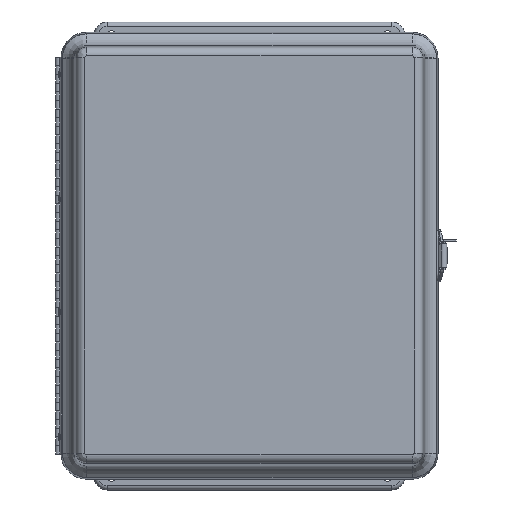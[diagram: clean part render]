
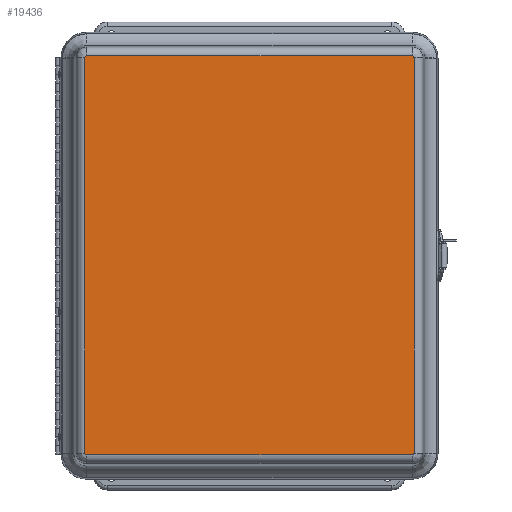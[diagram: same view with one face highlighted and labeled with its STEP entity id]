
A CAD part, top view. The second image highlights one B-rep face of the part: STEP entity #19436.
In plain terms, the highlighted planar face has unit normal (0, 0, 1).
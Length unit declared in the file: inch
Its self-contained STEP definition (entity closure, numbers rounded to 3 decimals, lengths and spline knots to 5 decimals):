
#1851=LINE($,#45192,#3160);
#1853=LINE($,#45209,#3162);
#1854=LINE($,#45215,#3163);
#1859=LINE($,#45249,#3168);
#3160=VECTOR($,#27272,9.4375);
#3162=VECTOR($,#27282,11.4595);
#3163=VECTOR($,#27289,9.4375);
#3168=VECTOR($,#27310,11.4595);
#3696=PLANE($,#21681);
#4708=CIRCLE($,#21660,0.05209);
#4713=CIRCLE($,#21666,0.05209);
#4717=CIRCLE($,#21673,0.05209);
#4720=CIRCLE($,#21676,0.05209);
#6238=FACE_OUTER_BOUND($,#7718,.T.);
#7718=EDGE_LOOP($,(#17471,#17472,#17473,#17474,#17475,#17476,#17477,#17478));
#9659=VERTEX_POINT($,#45183);
#9660=VERTEX_POINT($,#45185);
#9661=VERTEX_POINT($,#45190);
#9662=VERTEX_POINT($,#45202);
#9663=VERTEX_POINT($,#45208);
#9664=VERTEX_POINT($,#45212);
#9665=VERTEX_POINT($,#45214);
#9667=VERTEX_POINT($,#45238);
#12283=EDGE_CURVE($,#9659,#9660,#4708,.T.);
#12287=EDGE_CURVE($,#9660,#9661,#1851,.T.);
#12289=EDGE_CURVE($,#9661,#9662,#4713,.T.);
#12291=EDGE_CURVE($,#9662,#9663,#1853,.T.);
#12294=EDGE_CURVE($,#9664,#9665,#1854,.T.);
#12297=EDGE_CURVE($,#9663,#9664,#4717,.T.);
#12300=EDGE_CURVE($,#9665,#9667,#4720,.T.);
#12304=EDGE_CURVE($,#9667,#9659,#1859,.T.);
#17471=ORIENTED_EDGE($,*,*,#12283,.F.);
#17472=ORIENTED_EDGE($,*,*,#12304,.F.);
#17473=ORIENTED_EDGE($,*,*,#12300,.F.);
#17474=ORIENTED_EDGE($,*,*,#12294,.F.);
#17475=ORIENTED_EDGE($,*,*,#12297,.F.);
#17476=ORIENTED_EDGE($,*,*,#12291,.F.);
#17477=ORIENTED_EDGE($,*,*,#12289,.F.);
#17478=ORIENTED_EDGE($,*,*,#12287,.F.);
#19436=ADVANCED_FACE($,(#6238),#3696,.T.);
#21660=AXIS2_PLACEMENT_3D($,#45186,#27262,#27263);
#21666=AXIS2_PLACEMENT_3D($,#45204,#27275,#27276);
#21673=AXIS2_PLACEMENT_3D($,#45228,#27293,#27294);
#21676=AXIS2_PLACEMENT_3D($,#45242,#27299,#27300);
#21681=AXIS2_PLACEMENT_3D($,#45251,#27313,#27314);
#27262=DIRECTION('center_axis',(0.,0.,-1.));
#27263=DIRECTION('ref_axis',(-0.996,-0.088,0.));
#27272=DIRECTION($,(0.,1.,0.));
#27275=DIRECTION('center_axis',(0.,0.,-1.));
#27276=DIRECTION('ref_axis',(-0.996,0.088,0.));
#27282=DIRECTION($,(1.,0.,0.));
#27289=DIRECTION($,(0.,-1.,0.));
#27293=DIRECTION('center_axis',(0.,0.,-1.));
#27294=DIRECTION('ref_axis',(0.996,0.088,0.));
#27299=DIRECTION('center_axis',(0.,0.,-1.));
#27300=DIRECTION('ref_axis',(0.996,-0.088,0.));
#27310=DIRECTION($,(-1.,0.,0.));
#27313=DIRECTION('center_axis',(0.,0.,1.));
#27314=DIRECTION('ref_axis',(1.,0.,0.));
#45183=CARTESIAN_POINT('',(-5.72975,-4.77084,5.));
#45185=CARTESIAN_POINT('',(-5.78184,-4.71875,5.));
#45186=CARTESIAN_POINT('Origin',(-5.72975,-4.71875,5.));
#45190=CARTESIAN_POINT('',(-5.78184,4.71875,5.));
#45192=CARTESIAN_POINT($,(-5.78184,-4.71875,5.));
#45202=CARTESIAN_POINT('',(-5.72975,4.77084,5.));
#45204=CARTESIAN_POINT('Origin',(-5.72975,4.71875,5.));
#45208=CARTESIAN_POINT('',(5.72975,4.77084,5.));
#45209=CARTESIAN_POINT($,(-5.72975,4.77084,5.));
#45212=CARTESIAN_POINT('',(5.78184,4.71875,5.));
#45214=CARTESIAN_POINT('',(5.78184,-4.71875,5.));
#45215=CARTESIAN_POINT($,(5.78184,4.71875,5.));
#45228=CARTESIAN_POINT('Origin',(5.72975,4.71875,5.));
#45238=CARTESIAN_POINT('',(5.72975,-4.77084,5.));
#45242=CARTESIAN_POINT('Origin',(5.72975,-4.71875,5.));
#45249=CARTESIAN_POINT($,(5.72975,-4.77084,5.));
#45251=CARTESIAN_POINT('Origin',(0.,0.,5.));
